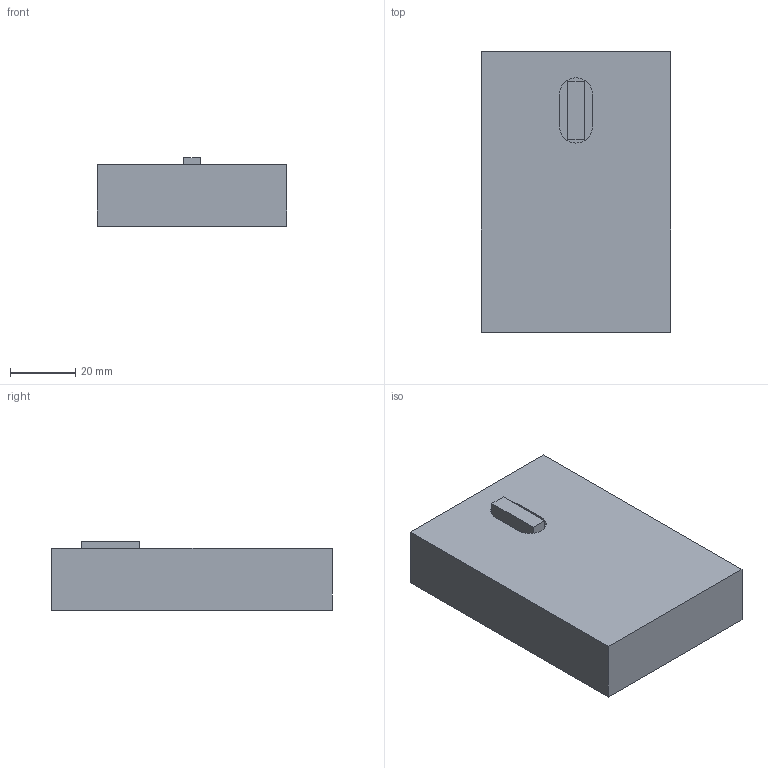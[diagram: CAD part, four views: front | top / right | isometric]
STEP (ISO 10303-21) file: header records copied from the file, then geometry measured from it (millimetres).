
FILE_DESCRIPTION (( 'STEP AP203' ), '1' );
FILE_NAME ('躲呴耀輸.', '2024-02-28T02:11:24', ( '' ), ( '' ), 'SwSTEP 2.0', 'SolidWorks 2024', '' );
FILE_SCHEMA (( 'CONFIG_CONTROL_DESIGN' ));
Length unit declared in the file: millimetre
Products named in the file (1): 跟随模块
Bounding box: 58 x 86 x 21 mm (x, y, z)
Volume: 16526.1 mm3; surface area: 30397.8 mm2
Topology: 1 solids, 1 shells, 46 faces, 105 edges, 70 vertices
Faces by surface type: plane 32, cylinder 14
Entity records: 1382 total; most frequent: DIRECTION 227, CARTESIAN_POINT 222, ORIENTED_EDGE 210, EDGE_CURVE 105, VECTOR 77, LINE 77, AXIS2_PLACEMENT_3D 75, VERTEX_POINT 70
